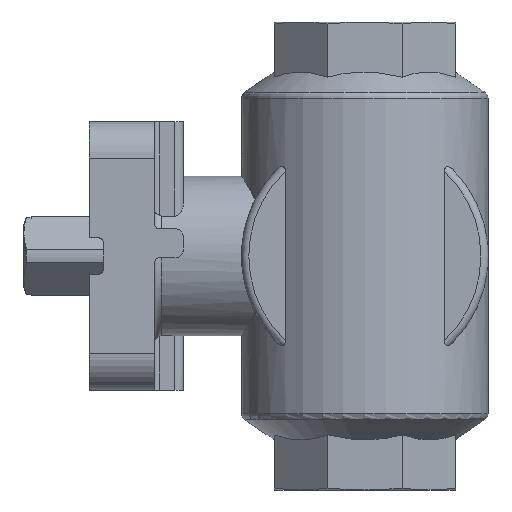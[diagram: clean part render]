
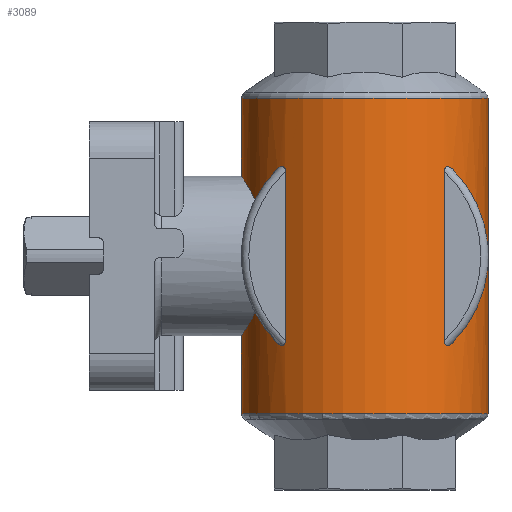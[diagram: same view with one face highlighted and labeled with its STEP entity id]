
A CAD part, left-side view. The second image highlights one B-rep face of the part: STEP entity #3089.
In plain terms, the highlighted cylindrical face has radius 17 mm (diameter 34 mm), a full revolution.
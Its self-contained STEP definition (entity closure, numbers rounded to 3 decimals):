
#23=ELLIPSE('',#3360,24.042,17.);
#24=ELLIPSE('',#3361,24.042,17.);
#25=ELLIPSE('',#3362,24.042,17.);
#26=ELLIPSE('',#3363,24.042,17.);
#27=ELLIPSE('',#3364,24.042,17.);
#28=ELLIPSE('',#3365,24.042,17.);
#144=B_SPLINE_CURVE_WITH_KNOTS('',3,(#4816,#4817,#4818,#4819,#4820,#4821,
#4822,#4823),.UNSPECIFIED.,.F.,.F.,(4,1,1,1,1,4),(0.027,0.029,
0.031,0.035,0.04,0.044),
 .UNSPECIFIED.);
#146=B_SPLINE_CURVE_WITH_KNOTS('',3,(#4834,#4835,#4836,#4837,#4838,#4839,
#4840),.UNSPECIFIED.,.F.,.F.,(4,1,1,1,4),(0.062,0.066,
0.071,0.075,0.08),.UNSPECIFIED.);
#167=B_SPLINE_CURVE_WITH_KNOTS('',3,(#5030,#5031,#5032,#5033,#5034,#5035,
#5036),.UNSPECIFIED.,.F.,.F.,(4,1,1,1,4),(0.,0.,
0.001,0.001,0.002),
 .UNSPECIFIED.);
#168=B_SPLINE_CURVE_WITH_KNOTS('',3,(#5040,#5041,#5042,#5043,#5044,#5045,
#5046),.UNSPECIFIED.,.F.,.F.,(4,1,1,1,4),(0.003,0.004,
0.004,0.005,0.005),
 .UNSPECIFIED.);
#169=B_SPLINE_CURVE_WITH_KNOTS('',3,(#5053,#5054,#5055,#5056,#5057,#5058,
#5059),.UNSPECIFIED.,.F.,.F.,(4,1,1,1,4),(0.,0.,
0.001,0.001,0.002),
 .UNSPECIFIED.);
#170=B_SPLINE_CURVE_WITH_KNOTS('',3,(#5063,#5064,#5065,#5066,#5067,#5068,
#5069),.UNSPECIFIED.,.F.,.F.,(4,1,1,1,4),(0.003,0.004,
0.004,0.005,0.005),
 .UNSPECIFIED.);
#411=LINE('',#5038,#588);
#412=LINE('',#5061,#589);
#588=VECTOR('',#3895,1000.);
#589=VECTOR('',#3902,1000.);
#925=ORIENTED_EDGE('',*,*,#1812,.F.);
#926=ORIENTED_EDGE('',*,*,#1758,.F.);
#927=ORIENTED_EDGE('',*,*,#1813,.F.);
#928=ORIENTED_EDGE('',*,*,#1814,.T.);
#929=ORIENTED_EDGE('',*,*,#1815,.F.);
#930=ORIENTED_EDGE('',*,*,#1816,.T.);
#931=ORIENTED_EDGE('',*,*,#1817,.F.);
#932=ORIENTED_EDGE('',*,*,#1756,.F.);
#933=ORIENTED_EDGE('',*,*,#1818,.F.);
#934=ORIENTED_EDGE('',*,*,#1819,.F.);
#935=ORIENTED_EDGE('',*,*,#1820,.T.);
#936=ORIENTED_EDGE('',*,*,#1821,.F.);
#937=ORIENTED_EDGE('',*,*,#1822,.T.);
#938=ORIENTED_EDGE('',*,*,#1823,.F.);
#939=ORIENTED_EDGE('',*,*,#1824,.F.);
#940=ORIENTED_EDGE('',*,*,#1825,.T.);
#1756=EDGE_CURVE('',#2194,#2195,#144,.T.);
#1758=EDGE_CURVE('',#2196,#2197,#146,.T.);
#1812=EDGE_CURVE('',#2242,#2242,#2454,.T.);
#1813=EDGE_CURVE('',#2243,#2196,#23,.T.);
#1814=EDGE_CURVE('',#2243,#2244,#167,.T.);
#1815=EDGE_CURVE('',#2245,#2244,#411,.F.);
#1816=EDGE_CURVE('',#2245,#2246,#168,.T.);
#1817=EDGE_CURVE('',#2195,#2246,#24,.F.);
#1818=EDGE_CURVE('',#2247,#2194,#25,.F.);
#1819=EDGE_CURVE('',#2248,#2247,#26,.F.);
#1820=EDGE_CURVE('',#2248,#2249,#169,.T.);
#1821=EDGE_CURVE('',#2250,#2249,#412,.T.);
#1822=EDGE_CURVE('',#2250,#2251,#170,.T.);
#1823=EDGE_CURVE('',#2247,#2251,#27,.T.);
#1824=EDGE_CURVE('',#2197,#2247,#28,.T.);
#1825=EDGE_CURVE('',#2252,#2252,#2455,.T.);
#2194=VERTEX_POINT('',#4824);
#2195=VERTEX_POINT('',#4825);
#2196=VERTEX_POINT('',#4833);
#2197=VERTEX_POINT('',#4841);
#2242=VERTEX_POINT('',#5027);
#2243=VERTEX_POINT('',#5029);
#2244=VERTEX_POINT('',#5037);
#2245=VERTEX_POINT('',#5039);
#2246=VERTEX_POINT('',#5047);
#2247=VERTEX_POINT('',#5050);
#2248=VERTEX_POINT('',#5052);
#2249=VERTEX_POINT('',#5060);
#2250=VERTEX_POINT('',#5062);
#2251=VERTEX_POINT('',#5070);
#2252=VERTEX_POINT('',#5074);
#2454=CIRCLE('',#3359,17.);
#2455=CIRCLE('',#3366,17.);
#2577=EDGE_LOOP('',(#925));
#2578=EDGE_LOOP('',(#926,#927,#928,#929,#930,#931,#932,#933,#934,#935,#936,
#937,#938,#939));
#2579=EDGE_LOOP('',(#940));
#2815=FACE_BOUND('',#2577,.T.);
#2816=FACE_BOUND('',#2578,.T.);
#2817=FACE_BOUND('',#2579,.T.);
#3018=CYLINDRICAL_SURFACE('',#3358,17.);
#3089=ADVANCED_FACE('',(#2815,#2816,#2817),#3018,.T.);
#3358=AXIS2_PLACEMENT_3D('',#5025,#3889,#3890);
#3359=AXIS2_PLACEMENT_3D('',#5026,#3891,#3892);
#3360=AXIS2_PLACEMENT_3D('',#5028,#3893,#3894);
#3361=AXIS2_PLACEMENT_3D('',#5048,#3896,#3897);
#3362=AXIS2_PLACEMENT_3D('',#5049,#3898,#3899);
#3363=AXIS2_PLACEMENT_3D('',#5051,#3900,#3901);
#3364=AXIS2_PLACEMENT_3D('',#5071,#3903,#3904);
#3365=AXIS2_PLACEMENT_3D('',#5072,#3905,#3906);
#3366=AXIS2_PLACEMENT_3D('',#5073,#3907,#3908);
#3889=DIRECTION('',(0.,0.,-1.));
#3890=DIRECTION('',(0.,1.,0.));
#3891=DIRECTION('',(0.,0.,-1.));
#3892=DIRECTION('',(0.,1.,0.));
#3893=DIRECTION('',(-0.707,0.,-0.707));
#3894=DIRECTION('',(0.707,0.,-0.707));
#3895=DIRECTION('',(0.,0.,-1.));
#3896=DIRECTION('',(0.707,0.,-0.707));
#3897=DIRECTION('',(-0.707,0.,-0.707));
#3898=DIRECTION('',(-0.707,0.,-0.707));
#3899=DIRECTION('',(0.707,0.,-0.707));
#3900=DIRECTION('',(0.707,0.,-0.707));
#3901=DIRECTION('',(-0.707,0.,-0.707));
#3902=DIRECTION('',(0.,0.,-1.));
#3903=DIRECTION('',(-0.707,0.,-0.707));
#3904=DIRECTION('',(0.707,0.,-0.707));
#3905=DIRECTION('',(0.707,0.,-0.707));
#3906=DIRECTION('',(-0.707,0.,-0.707));
#3907=DIRECTION('',(0.,0.,-1.));
#3908=DIRECTION('',(0.,1.,0.));
#4816=CARTESIAN_POINT('',(7.778,15.116,-7.778));
#4817=CARTESIAN_POINT('',(7.283,15.371,-8.274));
#4818=CARTESIAN_POINT('',(6.214,15.86,-9.157));
#4819=CARTESIAN_POINT('',(3.701,16.692,-10.536));
#4820=CARTESIAN_POINT('',(0.011,17.204,-11.308));
#4821=CARTESIAN_POINT('',(-4.421,16.595,-10.388));
#4822=CARTESIAN_POINT('',(-6.792,15.624,-8.765));
#4823=CARTESIAN_POINT('',(-7.778,15.116,-7.778));
#4824=CARTESIAN_POINT('',(7.778,15.116,-7.778));
#4825=CARTESIAN_POINT('',(-7.778,15.116,-7.778));
#4833=CARTESIAN_POINT('',(-7.778,15.116,7.778));
#4834=CARTESIAN_POINT('',(-7.778,15.116,7.778));
#4835=CARTESIAN_POINT('',(-6.795,15.622,8.761));
#4836=CARTESIAN_POINT('',(-4.44,16.591,10.381));
#4837=CARTESIAN_POINT('',(0.019,17.205,11.31));
#4838=CARTESIAN_POINT('',(4.437,16.589,10.378));
#4839=CARTESIAN_POINT('',(6.797,15.621,8.759));
#4840=CARTESIAN_POINT('',(7.778,15.116,7.778));
#4841=CARTESIAN_POINT('',(7.778,15.116,7.778));
#5025=CARTESIAN_POINT('',(0.,0.,-32.25));
#5026=CARTESIAN_POINT('',(0.,0.,-21.725));
#5027=CARTESIAN_POINT('',(0.,17.,-21.725));
#5028=CARTESIAN_POINT('',(0.,0.,0.));
#5029=CARTESIAN_POINT('',(-12.,12.042,12.));
#5030=CARTESIAN_POINT('',(-12.,12.042,12.));
#5031=CARTESIAN_POINT('',(-12.095,11.947,12.095));
#5032=CARTESIAN_POINT('',(-12.291,11.747,12.253));
#5033=CARTESIAN_POINT('',(-12.626,11.388,12.383));
#5034=CARTESIAN_POINT('',(-12.955,11.01,12.182));
#5035=CARTESIAN_POINT('',(-13.,10.954,11.826));
#5036=CARTESIAN_POINT('',(-13.,10.954,11.662));
#5037=CARTESIAN_POINT('',(-13.,10.954,11.662));
#5038=CARTESIAN_POINT('',(-13.,10.954,-32.25));
#5039=CARTESIAN_POINT('',(-13.,10.954,-11.662));
#5040=CARTESIAN_POINT('',(-13.,10.954,-11.662));
#5041=CARTESIAN_POINT('',(-13.,10.954,-11.826));
#5042=CARTESIAN_POINT('',(-12.955,11.009,-12.181));
#5043=CARTESIAN_POINT('',(-12.626,11.388,-12.383));
#5044=CARTESIAN_POINT('',(-12.295,11.743,-12.255));
#5045=CARTESIAN_POINT('',(-12.095,11.947,-12.095));
#5046=CARTESIAN_POINT('',(-12.,12.042,-12.));
#5047=CARTESIAN_POINT('',(-12.,12.042,-12.));
#5048=CARTESIAN_POINT('',(0.,0.,0.));
#5049=CARTESIAN_POINT('',(0.,0.,0.));
#5050=CARTESIAN_POINT('',(0.,-17.,0.));
#5051=CARTESIAN_POINT('',(0.,0.,0.));
#5052=CARTESIAN_POINT('',(-12.,-12.042,-12.));
#5053=CARTESIAN_POINT('',(-12.,-12.042,-12.));
#5054=CARTESIAN_POINT('',(-12.095,-11.947,-12.095));
#5055=CARTESIAN_POINT('',(-12.291,-11.747,-12.253));
#5056=CARTESIAN_POINT('',(-12.626,-11.388,-12.383));
#5057=CARTESIAN_POINT('',(-12.955,-11.01,-12.182));
#5058=CARTESIAN_POINT('',(-13.,-10.954,-11.826));
#5059=CARTESIAN_POINT('',(-13.,-10.954,-11.662));
#5060=CARTESIAN_POINT('',(-13.,-10.954,-11.662));
#5061=CARTESIAN_POINT('',(-13.,-10.954,-32.25));
#5062=CARTESIAN_POINT('',(-13.,-10.954,11.662));
#5063=CARTESIAN_POINT('',(-13.,-10.954,11.662));
#5064=CARTESIAN_POINT('',(-13.,-10.954,11.826));
#5065=CARTESIAN_POINT('',(-12.955,-11.009,12.181));
#5066=CARTESIAN_POINT('',(-12.626,-11.388,12.383));
#5067=CARTESIAN_POINT('',(-12.295,-11.743,12.255));
#5068=CARTESIAN_POINT('',(-12.095,-11.947,12.095));
#5069=CARTESIAN_POINT('',(-12.,-12.042,12.));
#5070=CARTESIAN_POINT('',(-12.,-12.042,12.));
#5071=CARTESIAN_POINT('',(0.,0.,0.));
#5072=CARTESIAN_POINT('',(0.,0.,0.));
#5073=CARTESIAN_POINT('',(0.,0.,21.725));
#5074=CARTESIAN_POINT('',(0.,17.,21.725));
